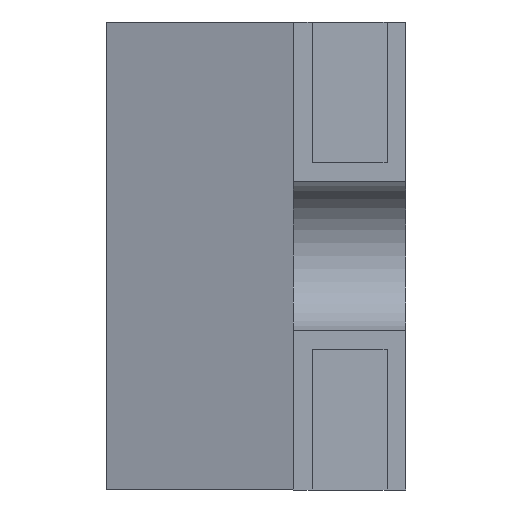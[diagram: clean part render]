
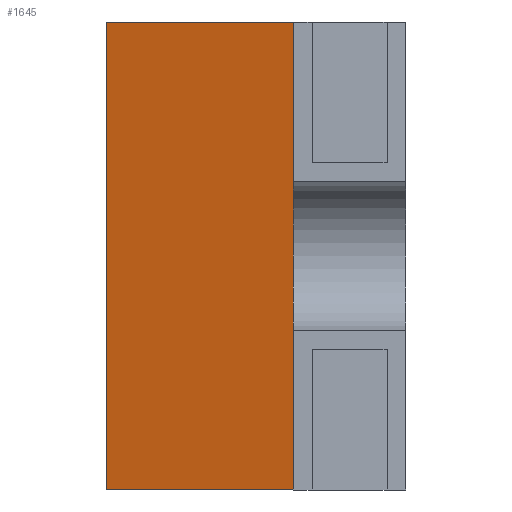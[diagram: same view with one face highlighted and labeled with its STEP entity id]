
A CAD part, left-side view. The second image highlights one B-rep face of the part: STEP entity #1645.
In plain terms, the highlighted planar face has unit normal (-0.966, 0.259, 0).
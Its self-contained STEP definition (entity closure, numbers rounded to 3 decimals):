
#50 = ORIENTED_EDGE ( 'NONE', *, *, #2209, .T. ) ;
#54 = VECTOR ( 'NONE', #1776, 1000. ) ;
#118 = CARTESIAN_POINT ( 'NONE',  ( -0.7, 0.15, 0.625 ) ) ;
#142 = PLANE ( 'NONE',  #208 ) ;
#208 = AXIS2_PLACEMENT_3D ( 'NONE', #2614, #1387, #572 ) ;
#216 = VECTOR ( 'NONE', #952, 1000. ) ;
#298 = VECTOR ( 'NONE', #1109, 1000. ) ;
#324 = VECTOR ( 'NONE', #1913, 1000. ) ;
#421 = CARTESIAN_POINT ( 'NONE',  ( -0.566, 0.65, 0.625 ) ) ;
#527 = CARTESIAN_POINT ( 'NONE',  ( -0.7, 0.15, 2.112 ) ) ;
#530 = ORIENTED_EDGE ( 'NONE', *, *, #768, .T. ) ;
#567 = CARTESIAN_POINT ( 'NONE',  ( -0.7, 0.15, -0.625 ) ) ;
#572 = DIRECTION ( 'NONE',  ( 0.259, 0.966, 0. ) ) ;
#768 = EDGE_CURVE ( 'NONE', #1692, #1392, #921, .T. ) ;
#921 = LINE ( 'NONE', #1981, #216 ) ;
#952 = DIRECTION ( 'NONE',  ( 0., 0., -1. ) ) ;
#972 = VERTEX_POINT ( 'NONE', #567 ) ;
#1109 = DIRECTION ( 'NONE',  ( 0., 0., -1. ) ) ;
#1129 = EDGE_CURVE ( 'NONE', #972, #1392, #2254, .T. ) ;
#1158 = VERTEX_POINT ( 'NONE', #1522 ) ;
#1271 = CARTESIAN_POINT ( 'NONE',  ( -0.7, 0.15, -0.625 ) ) ;
#1282 = LINE ( 'NONE', #527, #298 ) ;
#1345 = LINE ( 'NONE', #118, #54 ) ;
#1387 = DIRECTION ( 'NONE',  ( 0.966, -0.259, 0. ) ) ;
#1392 = VERTEX_POINT ( 'NONE', #2632 ) ;
#1522 = CARTESIAN_POINT ( 'NONE',  ( -0.7, 0.15, 0.625 ) ) ;
#1645 = ADVANCED_FACE ( 'NONE', ( #1728 ), #142, .F. ) ;
#1692 = VERTEX_POINT ( 'NONE', #421 ) ;
#1728 = FACE_OUTER_BOUND ( 'NONE', #2238, .T. ) ;
#1776 = DIRECTION ( 'NONE',  ( 0.259, 0.966, 0. ) ) ;
#1913 = DIRECTION ( 'NONE',  ( 0.259, 0.966, 0. ) ) ;
#1981 = CARTESIAN_POINT ( 'NONE',  ( -0.566, 0.65, 2.112 ) ) ;
#2030 = ORIENTED_EDGE ( 'NONE', *, *, #2511, .F. ) ;
#2117 = ORIENTED_EDGE ( 'NONE', *, *, #1129, .F. ) ;
#2209 = EDGE_CURVE ( 'NONE', #1158, #1692, #1345, .T. ) ;
#2238 = EDGE_LOOP ( 'NONE', ( #2030, #50, #530, #2117 ) ) ;
#2254 = LINE ( 'NONE', #1271, #324 ) ;
#2511 = EDGE_CURVE ( 'NONE', #1158, #972, #1282, .T. ) ;
#2614 = CARTESIAN_POINT ( 'NONE',  ( -0.7, 0.15, 2.112 ) ) ;
#2632 = CARTESIAN_POINT ( 'NONE',  ( -0.566, 0.65, -0.625 ) ) ;
